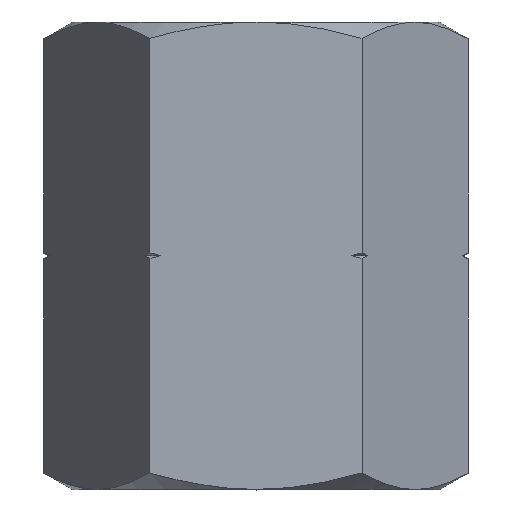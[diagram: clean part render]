
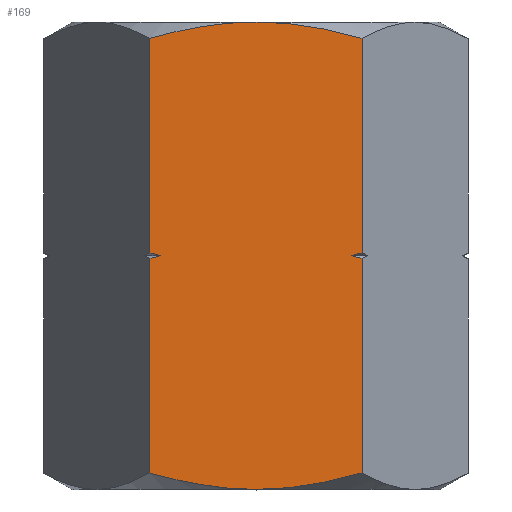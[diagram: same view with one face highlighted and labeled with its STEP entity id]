
A CAD part, top view. The second image highlights one B-rep face of the part: STEP entity #169.
In plain terms, the highlighted planar face has unit normal (0, 0, 1).
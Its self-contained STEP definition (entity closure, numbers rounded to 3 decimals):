
#169=ADVANCED_FACE('',(#332),#333,.T.);
#332=FACE_OUTER_BOUND('',#485,.T.);
#333=PLANE('',#486);
#485=EDGE_LOOP('',(#886,#887,#888,#889,#890,#891,#892,#893,#894,#895,#896,#897));
#486=AXIS2_PLACEMENT_3D('',#898,#899,#900);
#886=ORIENTED_EDGE('',*,*,#1046,.T.);
#887=ORIENTED_EDGE('',*,*,#1056,.F.);
#888=ORIENTED_EDGE('',*,*,#1001,.F.);
#889=ORIENTED_EDGE('',*,*,#1031,.T.);
#890=ORIENTED_EDGE('',*,*,#1058,.T.);
#891=ORIENTED_EDGE('',*,*,#959,.T.);
#892=ORIENTED_EDGE('',*,*,#1015,.F.);
#893=ORIENTED_EDGE('',*,*,#994,.T.);
#894=ORIENTED_EDGE('',*,*,#967,.T.);
#895=ORIENTED_EDGE('',*,*,#1033,.F.);
#896=ORIENTED_EDGE('',*,*,#1048,.F.);
#897=ORIENTED_EDGE('',*,*,#1004,.F.);
#898=CARTESIAN_POINT('',(-6.351,0.0,11.0));
#899=DIRECTION('',(0.0,0.0,1.0));
#900=DIRECTION('',(1.0,-0.0,0.0));
#959=EDGE_CURVE('',#1159,#1157,#1160,.T.);
#967=EDGE_CURVE('',#1154,#1171,#1173,.T.);
#994=EDGE_CURVE('',#1208,#1154,#1209,.T.);
#1001=EDGE_CURVE('',#1216,#1218,#1219,.T.);
#1004=EDGE_CURVE('',#1222,#1224,#1225,.T.);
#1015=EDGE_CURVE('',#1208,#1157,#1236,.T.);
#1031=EDGE_CURVE('',#1216,#1185,#1253,.T.);
#1033=EDGE_CURVE('',#1066,#1171,#1255,.T.);
#1046=EDGE_CURVE('',#1222,#1267,#1269,.T.);
#1048=EDGE_CURVE('',#1224,#1066,#1271,.T.);
#1056=EDGE_CURVE('',#1218,#1267,#1279,.T.);
#1058=EDGE_CURVE('',#1185,#1159,#1281,.T.);
#1066=VERTEX_POINT('',#1289);
#1154=VERTEX_POINT('',#1551);
#1157=VERTEX_POINT('',#1563);
#1159=VERTEX_POINT('',#1574);
#1160=LINE('',#1575,#1576);
#1171=VERTEX_POINT('',#1625);
#1173=LINE('',#1636,#1637);
#1185=VERTEX_POINT('',#1650);
#1208=VERTEX_POINT('',#1694);
#1209=(B_SPLINE_CURVE(2,(#1696,#1697,#1698),.UNSPECIFIED.,.F.,.F.)B_SPLINE_CURVE_WITH_KNOTS((3,3),(5.318,5.443),.UNSPECIFIED.)RATIONAL_B_SPLINE_CURVE((2.11,2.097,2.083))BOUNDED_CURVE()REPRESENTATION_ITEM('')GEOMETRIC_REPRESENTATION_ITEM()CURVE());
#1216=VERTEX_POINT('',#1738);
#1218=VERTEX_POINT('',#1749);
#1219=LINE('',#1750,#1751);
#1222=VERTEX_POINT('',#1763);
#1224=VERTEX_POINT('',#1774);
#1225=LINE('',#1775,#1776);
#1236=(B_SPLINE_CURVE(2,(#1810,#1811,#1812),.UNSPECIFIED.,.F.,.F.)B_SPLINE_CURVE_WITH_KNOTS((3,3),(-2.687,-2.562),.UNSPECIFIED.)RATIONAL_B_SPLINE_CURVE((2.11,2.097,2.083))BOUNDED_CURVE()REPRESENTATION_ITEM('')GEOMETRIC_REPRESENTATION_ITEM()CURVE());
#1253=(B_SPLINE_CURVE(2,(#1882,#1883,#1884),.UNSPECIFIED.,.F.,.F.)B_SPLINE_CURVE_WITH_KNOTS((3,3),(-8.833,-6.685),.UNSPECIFIED.)RATIONAL_B_SPLINE_CURVE((3.047,3.283,3.283))BOUNDED_CURVE()REPRESENTATION_ITEM('')GEOMETRIC_REPRESENTATION_ITEM()CURVE());
#1255=(B_SPLINE_CURVE(2,(#1893,#1894,#1895),.UNSPECIFIED.,.F.,.F.)B_SPLINE_CURVE_WITH_KNOTS((3,3),(-6.685,-4.537),.UNSPECIFIED.)RATIONAL_B_SPLINE_CURVE((3.283,3.283,3.047))BOUNDED_CURVE()REPRESENTATION_ITEM('')GEOMETRIC_REPRESENTATION_ITEM()CURVE());
#1267=VERTEX_POINT('',#1914);
#1269=(B_SPLINE_CURVE(2,(#1917,#1918,#1919),.UNSPECIFIED.,.F.,.F.)B_SPLINE_CURVE_WITH_KNOTS((3,3),(2.562,2.687),.UNSPECIFIED.)RATIONAL_B_SPLINE_CURVE((2.083,2.097,2.11))BOUNDED_CURVE()REPRESENTATION_ITEM('')GEOMETRIC_REPRESENTATION_ITEM()CURVE());
#1271=(B_SPLINE_CURVE(2,(#1928,#1929,#1930),.UNSPECIFIED.,.F.,.F.)B_SPLINE_CURVE_WITH_KNOTS((3,3),(-8.833,-6.685),.UNSPECIFIED.)RATIONAL_B_SPLINE_CURVE((3.047,3.283,3.283))BOUNDED_CURVE()REPRESENTATION_ITEM('')GEOMETRIC_REPRESENTATION_ITEM()CURVE());
#1279=(B_SPLINE_CURVE(2,(#1945,#1946,#1947),.UNSPECIFIED.,.F.,.F.)B_SPLINE_CURVE_WITH_KNOTS((3,3),(-5.443,-5.318),.UNSPECIFIED.)RATIONAL_B_SPLINE_CURVE((2.083,2.097,2.11))BOUNDED_CURVE()REPRESENTATION_ITEM('')GEOMETRIC_REPRESENTATION_ITEM()CURVE());
#1281=(B_SPLINE_CURVE(2,(#1956,#1957,#1958),.UNSPECIFIED.,.F.,.F.)B_SPLINE_CURVE_WITH_KNOTS((3,3),(-6.685,-4.537),.UNSPECIFIED.)RATIONAL_B_SPLINE_CURVE((3.283,3.283,3.047))BOUNDED_CURVE()REPRESENTATION_ITEM('')GEOMETRIC_REPRESENTATION_ITEM()CURVE());
#1289=CARTESIAN_POINT('',(0.,28.0,11.0));
#1551=CARTESIAN_POINT('',(6.351,14.173,11.0));
#1563=CARTESIAN_POINT('',(6.351,13.827,11.0));
#1574=CARTESIAN_POINT('',(6.351,0.982,11.0));
#1575=CARTESIAN_POINT('',(6.351,0.982,11.0));
#1576=VECTOR('',#2026,12.844);
#1625=CARTESIAN_POINT('',(6.351,27.018,11.0));
#1636=CARTESIAN_POINT('',(6.351,14.173,11.0));
#1637=VECTOR('',#2029,12.844);
#1650=CARTESIAN_POINT('',(0.,0.0,11.0));
#1694=CARTESIAN_POINT('',(5.727,14.0,11.0));
#1696=CARTESIAN_POINT('',(5.727,14.,11.0));
#1697=CARTESIAN_POINT('',(6.035,14.082,11.0));
#1698=CARTESIAN_POINT('',(6.351,14.173,11.0));
#1738=CARTESIAN_POINT('',(-6.351,0.982,11.0));
#1749=CARTESIAN_POINT('',(-6.351,13.827,11.0));
#1750=CARTESIAN_POINT('',(-6.351,0.982,11.0));
#1751=VECTOR('',#2073,12.844);
#1763=CARTESIAN_POINT('',(-6.351,14.173,11.0));
#1774=CARTESIAN_POINT('',(-6.351,27.018,11.0));
#1775=CARTESIAN_POINT('',(-6.351,14.173,11.0));
#1776=VECTOR('',#2074,12.844);
#1810=CARTESIAN_POINT('',(5.727,14.,11.0));
#1811=CARTESIAN_POINT('',(6.035,13.918,11.0));
#1812=CARTESIAN_POINT('',(6.351,13.827,11.0));
#1882=CARTESIAN_POINT('',(-6.351,0.982,11.0));
#1883=CARTESIAN_POINT('',(-2.947,0.,11.0));
#1884=CARTESIAN_POINT('',(0.,0.,11.0));
#1893=CARTESIAN_POINT('',(0.,28.,11.0));
#1894=CARTESIAN_POINT('',(2.947,28.,11.0));
#1895=CARTESIAN_POINT('',(6.351,27.018,11.0));
#1914=CARTESIAN_POINT('',(-5.727,14.0,11.0));
#1917=CARTESIAN_POINT('',(-6.351,14.173,11.0));
#1918=CARTESIAN_POINT('',(-6.035,14.082,11.0));
#1919=CARTESIAN_POINT('',(-5.727,14.,11.0));
#1928=CARTESIAN_POINT('',(-6.351,27.018,11.0));
#1929=CARTESIAN_POINT('',(-2.947,28.,11.0));
#1930=CARTESIAN_POINT('',(0.,28.,11.0));
#1945=CARTESIAN_POINT('',(-6.351,13.827,11.0));
#1946=CARTESIAN_POINT('',(-6.035,13.918,11.0));
#1947=CARTESIAN_POINT('',(-5.727,14.,11.0));
#1956=CARTESIAN_POINT('',(0.,0.,11.0));
#1957=CARTESIAN_POINT('',(2.947,0.,11.0));
#1958=CARTESIAN_POINT('',(6.351,0.982,11.0));
#2026=DIRECTION('',(0.0,1.0,0.0));
#2029=DIRECTION('',(0.0,1.0,0.0));
#2073=DIRECTION('',(0.0,1.0,0.0));
#2074=DIRECTION('',(0.0,1.0,0.0));
